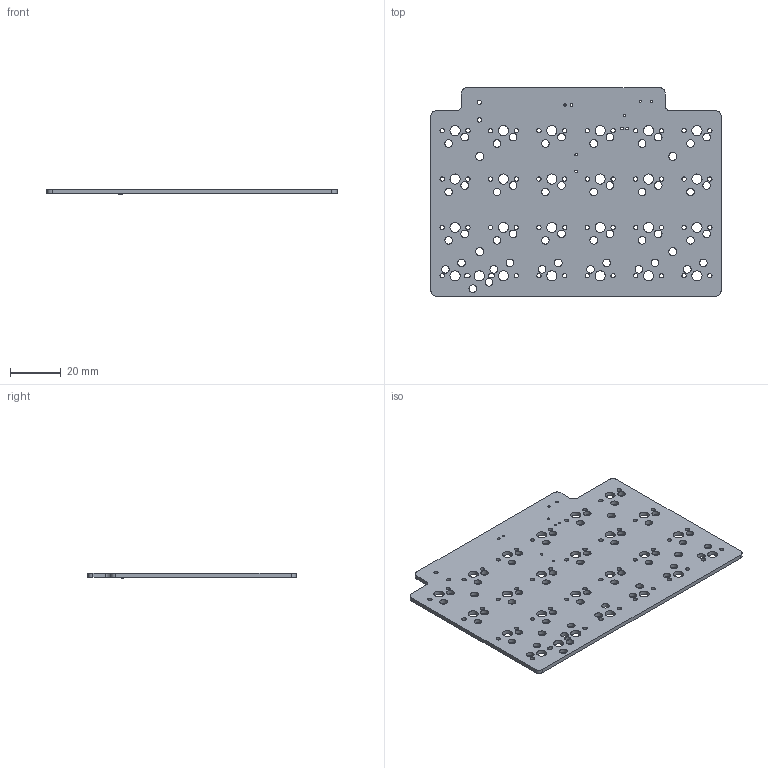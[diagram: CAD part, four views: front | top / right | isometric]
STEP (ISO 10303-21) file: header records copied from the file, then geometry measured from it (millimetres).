
FILE_DESCRIPTION(('KiCad electronic assembly'),'2;1');
FILE_NAME('vitamins_included-right.stp','2018-07-19T21:40:04',( 'An Author'),('A Company'),'Open CASCADE STEP processor 6.8', 'KiCad to STEP converter','Unknown');
FILE_SCHEMA(('AUTOMOTIVE_DESIGN_CC2 { 1 2 10303 214 -1 1 5 4 }'));
Length unit declared in the file: millimetre
Products named in the file (4): Open CASCADE STEP translator 6.8 1; R_0603_1608Metric; SOLID; COMPOUND
Assembly tree (3 placements, depth 3):
  Open CASCADE STEP translator 6.8 1
    R_0603_1608Metric
      SOLID
    COMPOUND
Bounding box: 114.25 x 82 x 2.1 mm (x, y, z)
Volume: 13179.7 mm3; surface area: 18892.2 mm2
Topology: 2 solids, 2 shells, 186 faces, 542 edges, 360 vertices
Faces by surface type: cylinder 158, plane 28
Full cylindrical faces by diameter (mm): 0.9 x2, 0.991 x3, 1 x4, 1.7 x48, 3 x50, 3.2 x4, 4 x25
Entity records: 15815 total; most frequent: CARTESIAN_POINT 4800, DIRECTION 1974, ORIENTED_EDGE 1084, PCURVE 1084, DEFINITIONAL_REPRESENTATION 1084, LINE 954, VECTOR 954, EDGE_CURVE 542
